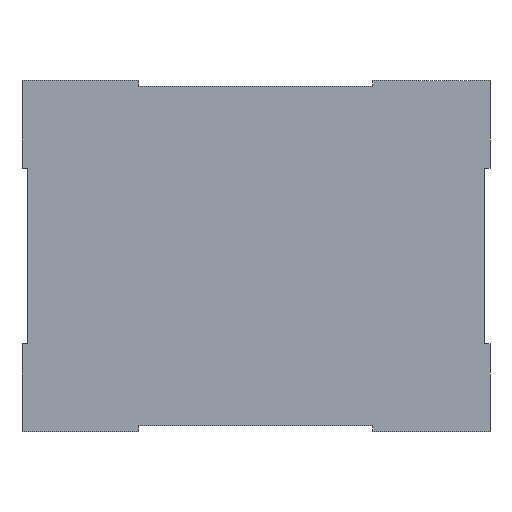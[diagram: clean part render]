
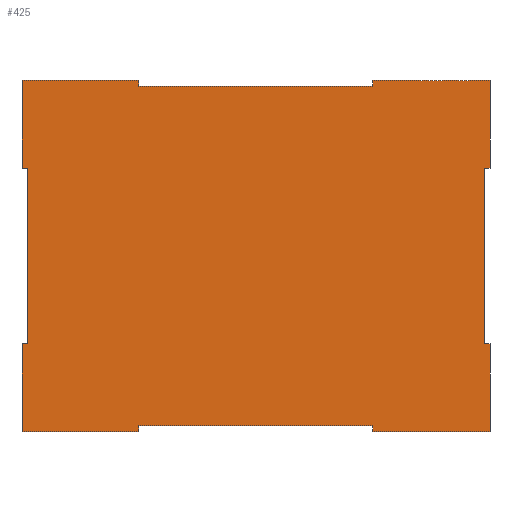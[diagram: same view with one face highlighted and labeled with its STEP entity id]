
A CAD part, front view. The second image highlights one B-rep face of the part: STEP entity #425.
In plain terms, the highlighted planar face has unit normal (0, -1, 0).
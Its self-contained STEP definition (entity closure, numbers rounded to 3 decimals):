
#19=FACE_OUTER_BOUND('',#41,.T.);
#41=EDGE_LOOP('',(#295,#296,#297,#298,#299,#300,#301,#302,#303,#304,#305,
#306,#307,#308,#309,#310,#311,#312,#313,#314));
#60=LINE('',#591,#120);
#66=LINE('',#603,#126);
#69=LINE('',#609,#129);
#70=LINE('',#612,#130);
#73=LINE('',#618,#133);
#74=LINE('',#620,#134);
#75=LINE('',#622,#135);
#76=LINE('',#624,#136);
#77=LINE('',#626,#137);
#78=LINE('',#628,#138);
#79=LINE('',#630,#139);
#80=LINE('',#632,#140);
#81=LINE('',#634,#141);
#82=LINE('',#636,#142);
#83=LINE('',#638,#143);
#84=LINE('',#640,#144);
#85=LINE('',#641,#145);
#86=LINE('',#643,#146);
#87=LINE('',#645,#147);
#88=LINE('',#646,#148);
#120=VECTOR('',#484,10.);
#126=VECTOR('',#492,10.);
#129=VECTOR('',#497,10.);
#130=VECTOR('',#500,10.);
#133=VECTOR('',#505,10.);
#134=VECTOR('',#506,10.);
#135=VECTOR('',#507,10.);
#136=VECTOR('',#508,10.);
#137=VECTOR('',#509,10.);
#138=VECTOR('',#510,10.);
#139=VECTOR('',#511,10.);
#140=VECTOR('',#512,10.);
#141=VECTOR('',#513,10.);
#142=VECTOR('',#514,10.);
#143=VECTOR('',#515,10.);
#144=VECTOR('',#516,10.);
#145=VECTOR('',#517,10.);
#146=VECTOR('',#518,10.);
#147=VECTOR('',#519,10.);
#148=VECTOR('',#520,10.);
#179=VERTEX_POINT('',#587);
#181=VERTEX_POINT('',#590);
#184=VERTEX_POINT('',#597);
#186=VERTEX_POINT('',#601);
#188=VERTEX_POINT('',#607);
#189=VERTEX_POINT('',#611);
#191=VERTEX_POINT('',#617);
#192=VERTEX_POINT('',#619);
#193=VERTEX_POINT('',#621);
#194=VERTEX_POINT('',#623);
#195=VERTEX_POINT('',#625);
#196=VERTEX_POINT('',#627);
#197=VERTEX_POINT('',#629);
#198=VERTEX_POINT('',#631);
#199=VERTEX_POINT('',#633);
#200=VERTEX_POINT('',#635);
#201=VERTEX_POINT('',#637);
#202=VERTEX_POINT('',#639);
#203=VERTEX_POINT('',#642);
#204=VERTEX_POINT('',#644);
#220=EDGE_CURVE('',#181,#179,#60,.T.);
#226=EDGE_CURVE('',#184,#186,#66,.T.);
#229=EDGE_CURVE('',#179,#188,#69,.T.);
#230=EDGE_CURVE('',#189,#184,#70,.T.);
#233=EDGE_CURVE('',#188,#191,#73,.T.);
#234=EDGE_CURVE('',#191,#192,#74,.T.);
#235=EDGE_CURVE('',#192,#193,#75,.T.);
#236=EDGE_CURVE('',#193,#194,#76,.T.);
#237=EDGE_CURVE('',#194,#195,#77,.T.);
#238=EDGE_CURVE('',#195,#196,#78,.T.);
#239=EDGE_CURVE('',#196,#197,#79,.T.);
#240=EDGE_CURVE('',#197,#198,#80,.T.);
#241=EDGE_CURVE('',#198,#199,#81,.T.);
#242=EDGE_CURVE('',#199,#200,#82,.T.);
#243=EDGE_CURVE('',#200,#201,#83,.T.);
#244=EDGE_CURVE('',#201,#202,#84,.T.);
#245=EDGE_CURVE('',#202,#189,#85,.T.);
#246=EDGE_CURVE('',#186,#203,#86,.T.);
#247=EDGE_CURVE('',#203,#204,#87,.T.);
#248=EDGE_CURVE('',#204,#181,#88,.T.);
#295=ORIENTED_EDGE('',*,*,#220,.T.);
#296=ORIENTED_EDGE('',*,*,#229,.T.);
#297=ORIENTED_EDGE('',*,*,#233,.T.);
#298=ORIENTED_EDGE('',*,*,#234,.T.);
#299=ORIENTED_EDGE('',*,*,#235,.T.);
#300=ORIENTED_EDGE('',*,*,#236,.T.);
#301=ORIENTED_EDGE('',*,*,#237,.T.);
#302=ORIENTED_EDGE('',*,*,#238,.T.);
#303=ORIENTED_EDGE('',*,*,#239,.T.);
#304=ORIENTED_EDGE('',*,*,#240,.T.);
#305=ORIENTED_EDGE('',*,*,#241,.T.);
#306=ORIENTED_EDGE('',*,*,#242,.T.);
#307=ORIENTED_EDGE('',*,*,#243,.T.);
#308=ORIENTED_EDGE('',*,*,#244,.T.);
#309=ORIENTED_EDGE('',*,*,#245,.T.);
#310=ORIENTED_EDGE('',*,*,#230,.T.);
#311=ORIENTED_EDGE('',*,*,#226,.T.);
#312=ORIENTED_EDGE('',*,*,#246,.T.);
#313=ORIENTED_EDGE('',*,*,#247,.T.);
#314=ORIENTED_EDGE('',*,*,#248,.T.);
#403=PLANE('',#461);
#425=ADVANCED_FACE('',(#19),#403,.T.);
#461=AXIS2_PLACEMENT_3D('',#616,#503,#504);
#484=DIRECTION('',(-1.,0.,0.));
#492=DIRECTION('',(-1.,0.,0.));
#497=DIRECTION('',(0.,0.,-1.));
#500=DIRECTION('',(0.,0.,1.));
#503=DIRECTION('center_axis',(0.,-1.,0.));
#504=DIRECTION('ref_axis',(0.,0.,-1.));
#505=DIRECTION('',(1.,0.,0.));
#506=DIRECTION('',(0.,0.,-1.));
#507=DIRECTION('',(-1.,0.,0.));
#508=DIRECTION('',(0.,0.,-1.));
#509=DIRECTION('',(1.,0.,0.));
#510=DIRECTION('',(0.,0.,1.));
#511=DIRECTION('',(1.,0.,0.));
#512=DIRECTION('',(0.,0.,-1.));
#513=DIRECTION('',(1.,0.,0.));
#514=DIRECTION('',(0.,0.,1.));
#515=DIRECTION('',(-1.,0.,0.));
#516=DIRECTION('',(0.,0.,1.));
#517=DIRECTION('',(1.,0.,0.));
#518=DIRECTION('',(0.,0.,-1.));
#519=DIRECTION('',(-1.,0.,0.));
#520=DIRECTION('',(0.,0.,1.));
#587=CARTESIAN_POINT('',(-200.,-145.,150.));
#590=CARTESIAN_POINT('',(-100.,-145.,150.));
#591=CARTESIAN_POINT('',(115.,-145.,150.));
#597=CARTESIAN_POINT('',(200.,-145.,150.));
#601=CARTESIAN_POINT('',(100.,-145.,150.));
#603=CARTESIAN_POINT('',(115.,-145.,150.));
#607=CARTESIAN_POINT('',(-200.,-145.,75.));
#609=CARTESIAN_POINT('',(-200.,-145.,77.5));
#611=CARTESIAN_POINT('',(200.,-145.,75.));
#612=CARTESIAN_POINT('',(200.,-145.,-77.5));
#616=CARTESIAN_POINT('Origin',(0.,-145.,0.));
#617=CARTESIAN_POINT('',(-195.,-145.,75.));
#618=CARTESIAN_POINT('',(-112.5,-145.,75.));
#619=CARTESIAN_POINT('',(-195.,-145.,-75.));
#620=CARTESIAN_POINT('',(-195.,-145.,0.));
#621=CARTESIAN_POINT('',(-200.,-145.,-75.));
#622=CARTESIAN_POINT('',(-112.5,-145.,-75.));
#623=CARTESIAN_POINT('',(-200.,-145.,-150.));
#624=CARTESIAN_POINT('',(-200.,-145.,77.5));
#625=CARTESIAN_POINT('',(-100.,-145.,-150.));
#626=CARTESIAN_POINT('',(-115.,-145.,-150.));
#627=CARTESIAN_POINT('',(-100.,-145.,-145.));
#628=CARTESIAN_POINT('',(-100.,-145.,-77.5));
#629=CARTESIAN_POINT('',(100.,-145.,-145.));
#630=CARTESIAN_POINT('',(0.,-145.,-145.));
#631=CARTESIAN_POINT('',(100.,-145.,-150.));
#632=CARTESIAN_POINT('',(100.,-145.,-77.5));
#633=CARTESIAN_POINT('',(200.,-145.,-150.));
#634=CARTESIAN_POINT('',(-115.,-145.,-150.));
#635=CARTESIAN_POINT('',(200.,-145.,-75.));
#636=CARTESIAN_POINT('',(200.,-145.,-77.5));
#637=CARTESIAN_POINT('',(195.,-145.,-75.));
#638=CARTESIAN_POINT('',(112.5,-145.,-75.));
#639=CARTESIAN_POINT('',(195.,-145.,75.));
#640=CARTESIAN_POINT('',(195.,-145.,0.));
#641=CARTESIAN_POINT('',(112.5,-145.,75.));
#642=CARTESIAN_POINT('',(100.,-145.,145.));
#643=CARTESIAN_POINT('',(100.,-145.,77.5));
#644=CARTESIAN_POINT('',(-100.,-145.,145.));
#645=CARTESIAN_POINT('',(0.,-145.,145.));
#646=CARTESIAN_POINT('',(-100.,-145.,77.5));
